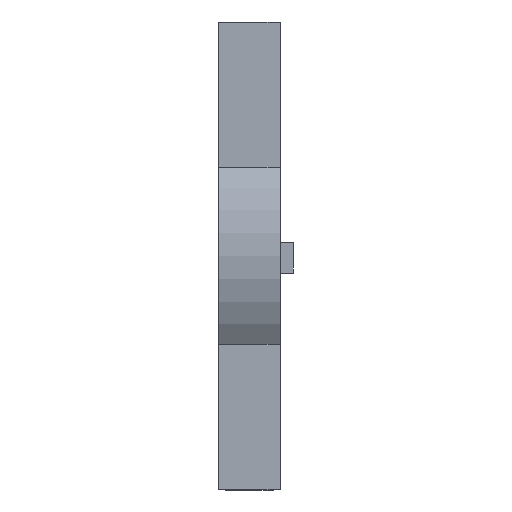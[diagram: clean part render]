
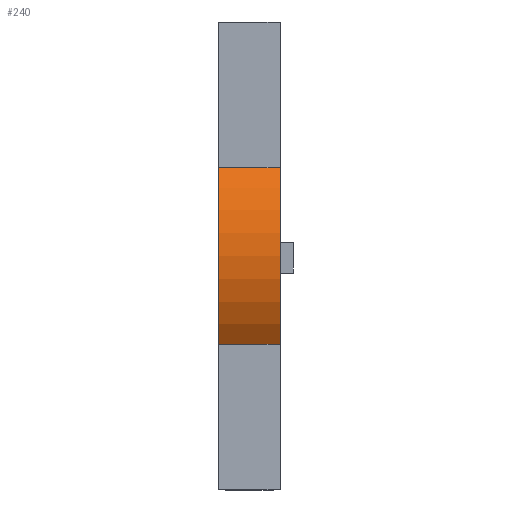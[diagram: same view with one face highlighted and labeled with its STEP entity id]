
A CAD part, left-side view. The second image highlights one B-rep face of the part: STEP entity #240.
In plain terms, the highlighted cylindrical face has radius 21 mm (diameter 42 mm), a partial arc.
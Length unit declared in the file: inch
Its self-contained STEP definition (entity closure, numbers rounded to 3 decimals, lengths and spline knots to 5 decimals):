
#12 = DIRECTION ( 'NONE',  ( 0., 0., -1. ) ) ;
#25 = DIRECTION ( 'NONE',  ( 0., -1., 0. ) ) ;
#62 = VERTEX_POINT ( 'NONE', #78 ) ;
#65 = CARTESIAN_POINT ( 'NONE',  ( -19.87627, 26.15134, -26.40775 ) ) ;
#78 = CARTESIAN_POINT ( 'NONE',  ( -19.87627, 26.4978, -26.40775 ) ) ;
#136 = FACE_OUTER_BOUND ( 'NONE', #708, .T. ) ;
#148 = VECTOR ( 'NONE', #306, 39.37008 ) ;
#240 = ADVANCED_FACE ( 'NONE', ( #136 ), #717, .T. ) ;
#250 = VECTOR ( 'NONE', #1850, 39.37008 ) ;
#270 = EDGE_CURVE ( 'NONE', #686, #62, #743, .T. ) ;
#306 = DIRECTION ( 'NONE',  ( 0., 1., 0. ) ) ;
#369 = DIRECTION ( 'NONE',  ( 0., 0., -1. ) ) ;
#432 = DIRECTION ( 'NONE',  ( 0., 0., -1. ) ) ;
#505 = LINE ( 'NONE', #666, #250 ) ;
#507 = EDGE_CURVE ( 'NONE', #686, #1465, #789, .T. ) ;
#593 = ORIENTED_EDGE ( 'NONE', *, *, #507, .F. ) ;
#638 = ORIENTED_EDGE ( 'NONE', *, *, #1175, .F. ) ;
#666 = CARTESIAN_POINT ( 'NONE',  ( -19.87627, 26.4978, -27.39987 ) ) ;
#673 = AXIS2_PLACEMENT_3D ( 'NONE', #1296, #1882, #432 ) ;
#686 = VERTEX_POINT ( 'NONE', #65 ) ;
#708 = EDGE_LOOP ( 'NONE', ( #1707, #638, #593, #1376 ) ) ;
#717 = CYLINDRICAL_SURFACE ( 'NONE', #673, 0.82677 ) ;
#743 = LINE ( 'NONE', #893, #148 ) ;
#789 = CIRCLE ( 'NONE', #1795, 0.82677 ) ;
#893 = CARTESIAN_POINT ( 'NONE',  ( -19.87627, 26.4978, -26.40775 ) ) ;
#947 = CARTESIAN_POINT ( 'NONE',  ( -19.21486, 26.15134, -26.90381 ) ) ;
#970 = CIRCLE ( 'NONE', #1824, 0.82677 ) ;
#1056 = CARTESIAN_POINT ( 'NONE',  ( -19.21486, 26.4978, -26.90381 ) ) ;
#1118 = CARTESIAN_POINT ( 'NONE',  ( -19.87627, 26.4978, -27.39987 ) ) ;
#1175 = EDGE_CURVE ( 'NONE', #1465, #1178, #505, .T. ) ;
#1178 = VERTEX_POINT ( 'NONE', #1118 ) ;
#1296 = CARTESIAN_POINT ( 'NONE',  ( -19.21486, 26.4978, -26.90381 ) ) ;
#1376 = ORIENTED_EDGE ( 'NONE', *, *, #270, .T. ) ;
#1410 = DIRECTION ( 'NONE',  ( 0., -1., 0. ) ) ;
#1465 = VERTEX_POINT ( 'NONE', #1798 ) ;
#1467 = EDGE_CURVE ( 'NONE', #62, #1178, #970, .T. ) ;
#1707 = ORIENTED_EDGE ( 'NONE', *, *, #1467, .T. ) ;
#1795 = AXIS2_PLACEMENT_3D ( 'NONE', #947, #1410, #369 ) ;
#1798 = CARTESIAN_POINT ( 'NONE',  ( -19.87627, 26.15134, -27.39987 ) ) ;
#1824 = AXIS2_PLACEMENT_3D ( 'NONE', #1056, #25, #12 ) ;
#1850 = DIRECTION ( 'NONE',  ( 0., 1., 0. ) ) ;
#1882 = DIRECTION ( 'NONE',  ( 0., -1., 0. ) ) ;
